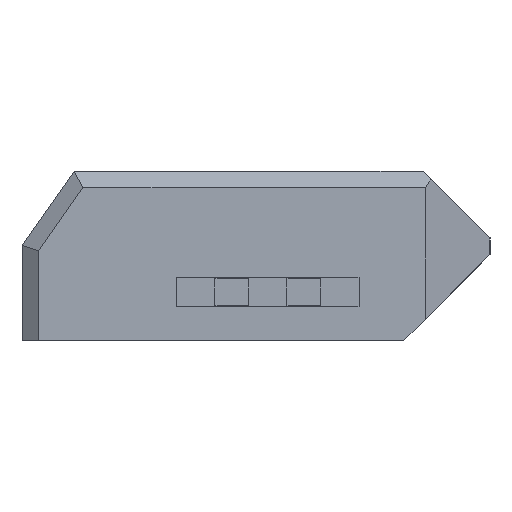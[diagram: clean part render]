
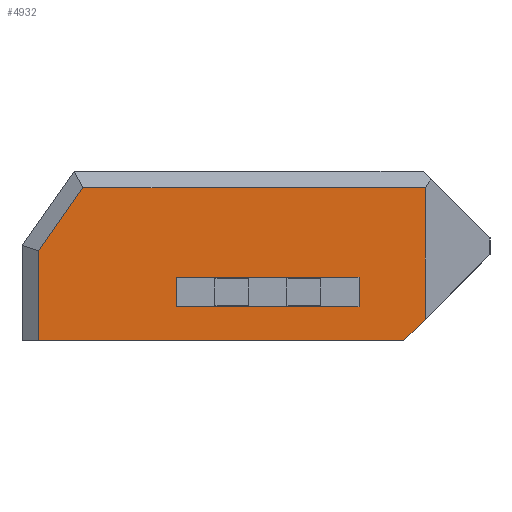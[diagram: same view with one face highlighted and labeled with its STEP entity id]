
A CAD part, left-side view. The second image highlights one B-rep face of the part: STEP entity #4932.
In plain terms, the highlighted planar face has unit normal (-1, 0, 0).
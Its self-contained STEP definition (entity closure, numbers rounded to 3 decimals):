
#60=FACE_BOUND('',#913,.T.);
#337=PLANE('',#5241);
#612=FACE_OUTER_BOUND('',#912,.T.);
#912=EDGE_LOOP('',(#4535,#4536,#4537,#4538,#4539,#4540));
#913=EDGE_LOOP('',(#4541,#4542,#4543,#4544));
#1158=LINE('',#8195,#1612);
#1161=LINE('',#8201,#1615);
#1164=LINE('',#8207,#1618);
#1167=LINE('',#8211,#1621);
#1321=LINE('',#8797,#1775);
#1329=LINE('',#8811,#1783);
#1335=LINE('',#8828,#1789);
#1337=LINE('',#8832,#1791);
#1341=LINE('',#8837,#1795);
#1355=LINE('',#8866,#1809);
#1612=VECTOR('',#5634,10.);
#1615=VECTOR('',#5639,10.);
#1618=VECTOR('',#5644,10.);
#1621=VECTOR('',#5649,10.);
#1775=VECTOR('',#6171,10.);
#1783=VECTOR('',#6183,10.);
#1789=VECTOR('',#6201,10.);
#1791=VECTOR('',#6205,10.);
#1795=VECTOR('',#6211,10.);
#1809=VECTOR('',#6245,10.);
#2293=VERTEX_POINT('',#8192);
#2294=VERTEX_POINT('',#8194);
#2296=VERTEX_POINT('',#8200);
#2298=VERTEX_POINT('',#8206);
#2415=VERTEX_POINT('',#8794);
#2416=VERTEX_POINT('',#8796);
#2420=VERTEX_POINT('',#8810);
#2424=VERTEX_POINT('',#8825);
#2425=VERTEX_POINT('',#8827);
#2426=VERTEX_POINT('',#8831);
#2867=EDGE_CURVE('',#2294,#2293,#1158,.T.);
#2870=EDGE_CURVE('',#2296,#2294,#1161,.T.);
#2873=EDGE_CURVE('',#2298,#2296,#1164,.T.);
#2876=EDGE_CURVE('',#2293,#2298,#1167,.T.);
#3104=EDGE_CURVE('',#2416,#2415,#1321,.T.);
#3112=EDGE_CURVE('',#2416,#2420,#1329,.T.);
#3118=EDGE_CURVE('',#2424,#2425,#1335,.T.);
#3120=EDGE_CURVE('',#2425,#2426,#1337,.T.);
#3124=EDGE_CURVE('',#2426,#2415,#1341,.T.);
#3138=EDGE_CURVE('',#2420,#2424,#1355,.T.);
#4535=ORIENTED_EDGE('',*,*,#3104,.T.);
#4536=ORIENTED_EDGE('',*,*,#3124,.F.);
#4537=ORIENTED_EDGE('',*,*,#3120,.F.);
#4538=ORIENTED_EDGE('',*,*,#3118,.F.);
#4539=ORIENTED_EDGE('',*,*,#3138,.F.);
#4540=ORIENTED_EDGE('',*,*,#3112,.F.);
#4541=ORIENTED_EDGE('',*,*,#2867,.T.);
#4542=ORIENTED_EDGE('',*,*,#2876,.T.);
#4543=ORIENTED_EDGE('',*,*,#2873,.T.);
#4544=ORIENTED_EDGE('',*,*,#2870,.T.);
#4932=ADVANCED_FACE('',(#612,#60),#337,.F.);
#5241=AXIS2_PLACEMENT_3D('',#8867,#6246,#6247);
#5634=DIRECTION('',(0.,0.,1.));
#5639=DIRECTION('',(0.,1.,0.));
#5644=DIRECTION('',(0.,0.,-1.));
#5649=DIRECTION('',(0.,-1.,0.));
#6171=DIRECTION('',(0.,0.,1.));
#6183=DIRECTION('',(0.,0.707,-0.707));
#6201=DIRECTION('',(0.,0.,1.));
#6205=DIRECTION('',(0.,-0.574,0.819));
#6211=DIRECTION('',(0.,-1.,0.));
#6245=DIRECTION('',(0.,1.,0.));
#6246=DIRECTION('center_axis',(1.,0.,0.));
#6247=DIRECTION('ref_axis',(0.,1.,0.));
#8192=CARTESIAN_POINT('',(-2.5,35.4,0.3));
#8194=CARTESIAN_POINT('',(-2.5,35.4,-4.1));
#8195=CARTESIAN_POINT('',(-2.5,35.4,-0.3));
#8200=CARTESIAN_POINT('',(-2.5,8.1,-4.1));
#8201=CARTESIAN_POINT('',(-2.5,15.8,-4.1));
#8206=CARTESIAN_POINT('',(-2.5,8.1,0.3));
#8207=CARTESIAN_POINT('',(-2.5,8.1,1.9));
#8211=CARTESIAN_POINT('',(-2.5,29.45,0.3));
#8794=CARTESIAN_POINT('',(-2.5,-1.842,13.7));
#8796=CARTESIAN_POINT('',(-2.5,-1.842,-5.948));
#8797=CARTESIAN_POINT('',(-2.5,-1.842,9.85));
#8810=CARTESIAN_POINT('',(-2.5,1.41,-9.2));
#8811=CARTESIAN_POINT('',(-2.5,-11.486,3.696));
#8825=CARTESIAN_POINT('',(-2.5,55.986,-9.2));
#8827=CARTESIAN_POINT('',(-2.5,55.986,4.272));
#8828=CARTESIAN_POINT('',(-2.5,55.986,-2.85));
#8831=CARTESIAN_POINT('',(-2.5,49.384,13.7));
#8832=CARTESIAN_POINT('',(-2.5,51.049,11.322));
#8837=CARTESIAN_POINT('',(-2.5,37.093,13.7));
#8866=CARTESIAN_POINT('',(-2.5,-11.486,-9.2));
#8867=CARTESIAN_POINT('Origin',(-2.5,23.5,3.5));
